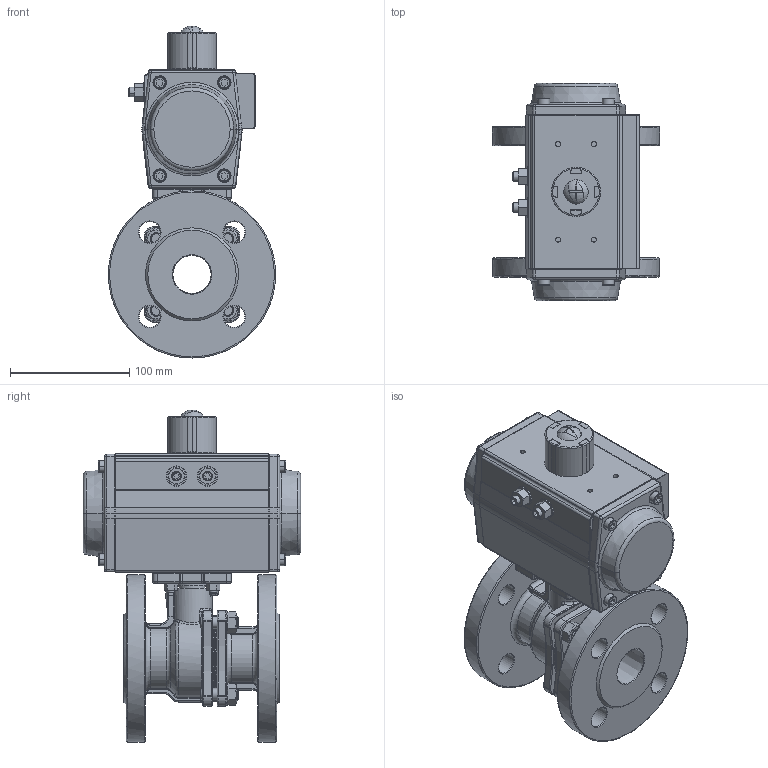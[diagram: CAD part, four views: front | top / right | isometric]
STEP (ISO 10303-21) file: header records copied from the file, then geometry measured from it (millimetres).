
FILE_DESCRIPTION(('HOOPS Exchange Step'),'2;1');
FILE_NAME('PK0501_DN32.stp','2025-04-11T14:01:20+02:00',('nieru'),('Unknown organisation'),'HOOPS Exchange 2024.2','HOOPS Exchange','Unknown authorisation');
FILE_SCHEMA( ('AP203_CONFIGURATION_CONTROLLED_3D_DESIGN_OF_MECHANICAL_PARTS_AND_ASSEMBLIES_MIM_LF') );
Length unit declared in the file: millimetre
Products named in the file (8): 0; root
Assembly tree (7 placements, depth 4):
  root
    0
      0
        0
        0
        0
        0
      0
Bounding box: 139.95 x 182 x 278.15 mm (x, y, z)
Volume: 1560391.9 mm3; surface area: 323618.1 mm2
Topology: 47 solids, 47 shells, 1634 faces, 3979 edges, 2439 vertices
Faces by surface type: plane 543, cylinder 520, torus 244, cone 149, bspline 138, sphere 40
Full cylindrical faces by diameter (mm): 5 x4, 6 x4, 6.8 x1, 7 x4, 18 x9, 22 x1, 26 x1, 28 x2, 34 x1, 71.6 x2, 140 x2
Entity records: 92823 total; most frequent: CARTESIAN_POINT 55366, ORIENTED_EDGE 7844, DIRECTION 7491, EDGE_CURVE 3922, AXIS2_PLACEMENT_3D 2947, VERTEX_POINT 2441, EDGE_LOOP 1813, FACE_BOUND 1813
